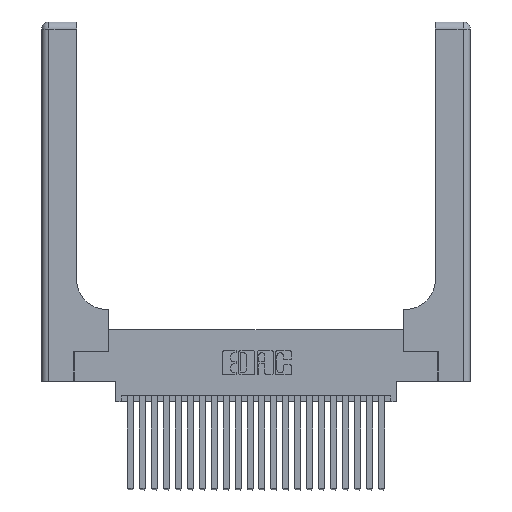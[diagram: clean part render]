
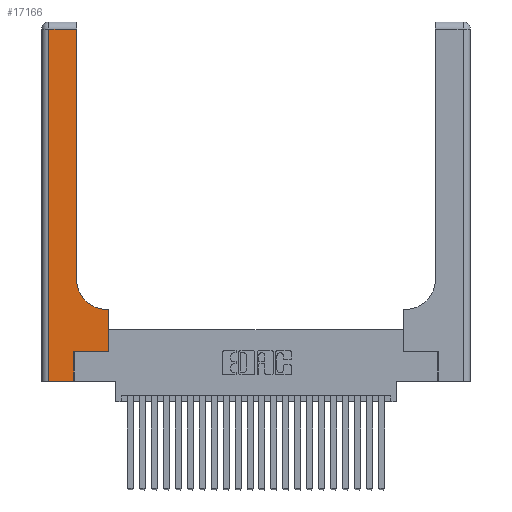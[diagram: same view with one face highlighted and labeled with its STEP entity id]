
A CAD part, top view. The second image highlights one B-rep face of the part: STEP entity #17166.
In plain terms, the highlighted planar face has unit normal (0, 0, 1).
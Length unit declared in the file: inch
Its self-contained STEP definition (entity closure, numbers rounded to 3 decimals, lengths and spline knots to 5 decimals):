
#87 = AXIS2_PLACEMENT_3D ( 'NONE', #7749, #23116, #11698 ) ;
#763 = ORIENTED_EDGE ( 'NONE', *, *, #24943, .T. ) ;
#833 = DIRECTION ( 'NONE',  ( -1., 0., 0. ) ) ;
#951 = CARTESIAN_POINT ( 'NONE',  ( 0.2915, 0.85, 0.37 ) ) ;
#1604 = VECTOR ( 'NONE', #20362, 39.37008 ) ;
#2530 = CARTESIAN_POINT ( 'NONE',  ( 0.5585, 0.25, 0.37 ) ) ;
#2896 = CARTESIAN_POINT ( 'NONE',  ( 0.06, 3., 0.37 ) ) ;
#3317 = AXIS2_PLACEMENT_3D ( 'NONE', #5717, #19193, #7672 ) ;
#3849 = ORIENTED_EDGE ( 'NONE', *, *, #23375, .T. ) ;
#3982 = EDGE_LOOP ( 'NONE', ( #17973, #3849, #22534, #13667, #13908, #8805, #763, #21221, #14053 ) ) ;
#4517 = LINE ( 'NONE', #5191, #14270 ) ;
#4801 = DIRECTION ( 'NONE',  ( 1., 0., 0. ) ) ;
#5051 = EDGE_CURVE ( 'NONE', #24193, #11752, #6810, .T. ) ;
#5191 = CARTESIAN_POINT ( 'NONE',  ( 0.2915, 3., 0.37 ) ) ;
#5717 = CARTESIAN_POINT ( 'NONE',  ( 0.5415, 0.85, 0.37 ) ) ;
#5796 = PLANE ( 'NONE',  #87 ) ;
#5843 = VERTEX_POINT ( 'NONE', #22723 ) ;
#6634 = VECTOR ( 'NONE', #833, 39.37008 ) ;
#6810 = LINE ( 'NONE', #2896, #22142 ) ;
#6882 = LINE ( 'NONE', #12694, #1604 ) ;
#6914 = VERTEX_POINT ( 'NONE', #8903 ) ;
#7143 = DIRECTION ( 'NONE',  ( 0., 1., 0. ) ) ;
#7271 = DIRECTION ( 'NONE',  ( -1., 0., 0. ) ) ;
#7672 = DIRECTION ( 'NONE',  ( 1., 0., 0. ) ) ;
#7749 = CARTESIAN_POINT ( 'NONE',  ( 0., 3., 0.37 ) ) ;
#8674 = VECTOR ( 'NONE', #14025, 39.37008 ) ;
#8805 = ORIENTED_EDGE ( 'NONE', *, *, #23343, .T. ) ;
#8903 = CARTESIAN_POINT ( 'NONE',  ( 0.269, 0., 0.37 ) ) ;
#9928 = VERTEX_POINT ( 'NONE', #22895 ) ;
#10557 = LINE ( 'NONE', #23595, #8674 ) ;
#11021 = CIRCLE ( 'NONE', #3317, 0.25 ) ;
#11698 = DIRECTION ( 'NONE',  ( -1., 0., 0. ) ) ;
#11752 = VERTEX_POINT ( 'NONE', #18878 ) ;
#11809 = VERTEX_POINT ( 'NONE', #20815 ) ;
#11820 = LINE ( 'NONE', #16414, #21976 ) ;
#12390 = VERTEX_POINT ( 'NONE', #21129 ) ;
#12653 = CARTESIAN_POINT ( 'NONE',  ( 0., 2.94, 0.37 ) ) ;
#12694 = CARTESIAN_POINT ( 'NONE',  ( 0.269, 0., 0.37 ) ) ;
#13081 = CARTESIAN_POINT ( 'NONE',  ( 0.5415, 0.6, 0.37 ) ) ;
#13164 = VECTOR ( 'NONE', #23623, 39.37008 ) ;
#13364 = VERTEX_POINT ( 'NONE', #951 ) ;
#13667 = ORIENTED_EDGE ( 'NONE', *, *, #17322, .T. ) ;
#13908 = ORIENTED_EDGE ( 'NONE', *, *, #17464, .T. ) ;
#14025 = DIRECTION ( 'NONE',  ( 1., 0., 0. ) ) ;
#14053 = ORIENTED_EDGE ( 'NONE', *, *, #14336, .T. ) ;
#14270 = VECTOR ( 'NONE', #7143, 39.37008 ) ;
#14336 = EDGE_CURVE ( 'NONE', #19435, #13364, #11021, .T. ) ;
#14608 = DIRECTION ( 'NONE',  ( 0., -1., 0. ) ) ;
#15734 = LINE ( 'NONE', #18814, #20803 ) ;
#16414 = CARTESIAN_POINT ( 'NONE',  ( 0.269, 0.25, 0.37 ) ) ;
#17166 = ADVANCED_FACE ( 'NONE', ( #23119 ), #5796, .F. ) ;
#17184 = CARTESIAN_POINT ( 'NONE',  ( 0.06, 2.94, 0.37 ) ) ;
#17322 = EDGE_CURVE ( 'NONE', #11752, #6914, #10557, .T. ) ;
#17464 = EDGE_CURVE ( 'NONE', #6914, #12390, #6882, .T. ) ;
#17973 = ORIENTED_EDGE ( 'NONE', *, *, #22301, .T. ) ;
#18814 = CARTESIAN_POINT ( 'NONE',  ( 0.2915, 0.6, 0.37 ) ) ;
#18878 = CARTESIAN_POINT ( 'NONE',  ( 0.06, 0., 0.37 ) ) ;
#19193 = DIRECTION ( 'NONE',  ( 0., 0., -1. ) ) ;
#19435 = VERTEX_POINT ( 'NONE', #13081 ) ;
#20362 = DIRECTION ( 'NONE',  ( 0., 1., 0. ) ) ;
#20803 = VECTOR ( 'NONE', #7271, 39.37008 ) ;
#20815 = CARTESIAN_POINT ( 'NONE',  ( 0.2915, 2.94, 0.37 ) ) ;
#21129 = CARTESIAN_POINT ( 'NONE',  ( 0.269, 0.25, 0.37 ) ) ;
#21221 = ORIENTED_EDGE ( 'NONE', *, *, #22958, .T. ) ;
#21381 = LINE ( 'NONE', #12653, #6634 ) ;
#21976 = VECTOR ( 'NONE', #4801, 39.37008 ) ;
#22142 = VECTOR ( 'NONE', #14608, 39.37008 ) ;
#22301 = EDGE_CURVE ( 'NONE', #13364, #11809, #4517, .T. ) ;
#22534 = ORIENTED_EDGE ( 'NONE', *, *, #5051, .T. ) ;
#22709 = LINE ( 'NONE', #2530, #13164 ) ;
#22723 = CARTESIAN_POINT ( 'NONE',  ( 0.5585, 0.6, 0.37 ) ) ;
#22895 = CARTESIAN_POINT ( 'NONE',  ( 0.5585, 0.25, 0.37 ) ) ;
#22958 = EDGE_CURVE ( 'NONE', #5843, #19435, #15734, .T. ) ;
#23116 = DIRECTION ( 'NONE',  ( 0., 0., -1. ) ) ;
#23119 = FACE_OUTER_BOUND ( 'NONE', #3982, .T. ) ;
#23343 = EDGE_CURVE ( 'NONE', #12390, #9928, #11820, .T. ) ;
#23375 = EDGE_CURVE ( 'NONE', #11809, #24193, #21381, .T. ) ;
#23595 = CARTESIAN_POINT ( 'NONE',  ( 0., 0., 0.37 ) ) ;
#23623 = DIRECTION ( 'NONE',  ( 0., 1., 0. ) ) ;
#24193 = VERTEX_POINT ( 'NONE', #17184 ) ;
#24943 = EDGE_CURVE ( 'NONE', #9928, #5843, #22709, .T. ) ;
